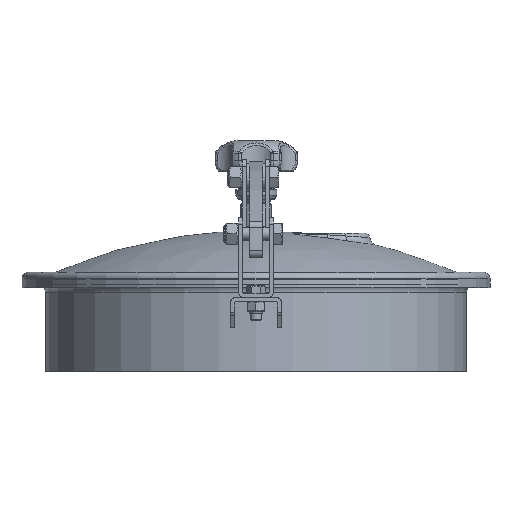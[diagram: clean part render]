
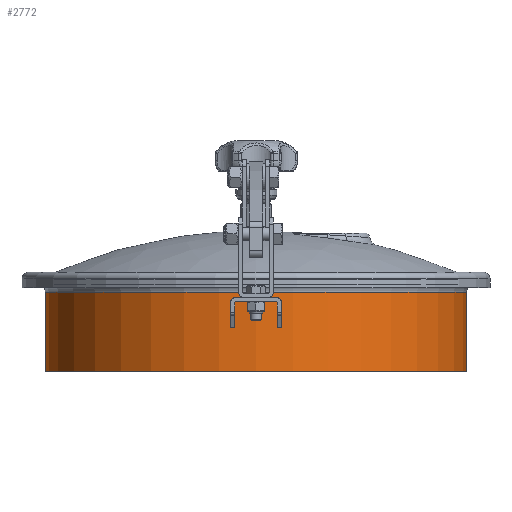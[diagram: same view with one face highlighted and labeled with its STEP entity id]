
A CAD part, front view. The second image highlights one B-rep face of the part: STEP entity #2772.
In plain terms, the highlighted cylindrical face has radius 153 mm (diameter 306 mm), a full revolution.
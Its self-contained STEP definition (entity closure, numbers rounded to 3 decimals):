
#2772 = ADVANCED_FACE( '', ( #5543, #5544 ), #5545, .T. );
#5543 = FACE_OUTER_BOUND( '', #13797, .T. );
#5544 = FACE_OUTER_BOUND( '', #13798, .T. );
#5545 = CYLINDRICAL_SURFACE( '', #13799, 153. );
#13797 = EDGE_LOOP( '', ( #22549 ) );
#13798 = EDGE_LOOP( '', ( #22550 ) );
#13799 = AXIS2_PLACEMENT_3D( '', #22551, #22552, #22553 );
#22549 = ORIENTED_EDGE( '', *, *, #24689, .T. );
#22550 = ORIENTED_EDGE( '', *, *, #25339, .F. );
#22551 = CARTESIAN_POINT( '', ( 0., 0., 0. ) );
#22552 = DIRECTION( '', ( 0., 0., -1. ) );
#22553 = DIRECTION( '', ( 1., 0., 0. ) );
#24689 = EDGE_CURVE( '', #27858, #27858, #27859, .T. );
#25339 = EDGE_CURVE( '', #28992, #28992, #28993, .T. );
#27858 = VERTEX_POINT( '', #32505 );
#27859 = CIRCLE( '', #32506, 153. );
#28992 = VERTEX_POINT( '', #35336 );
#28993 = CIRCLE( '', #35337, 153. );
#32505 = CARTESIAN_POINT( '', ( 153., 0., 0. ) );
#32506 = AXIS2_PLACEMENT_3D( '', #42431, #42432, #42433 );
#35336 = CARTESIAN_POINT( '', ( 153., 0., 57.5 ) );
#35337 = AXIS2_PLACEMENT_3D( '', #43420, #43421, #43422 );
#42431 = CARTESIAN_POINT( '', ( 0., 0., 0. ) );
#42432 = DIRECTION( '', ( 0., 0., 1. ) );
#42433 = DIRECTION( '', ( 1., 0., 0. ) );
#43420 = CARTESIAN_POINT( '', ( 0., 0., 57.5 ) );
#43421 = DIRECTION( '', ( 0., 0., 1. ) );
#43422 = DIRECTION( '', ( 1., 0., 0. ) );
